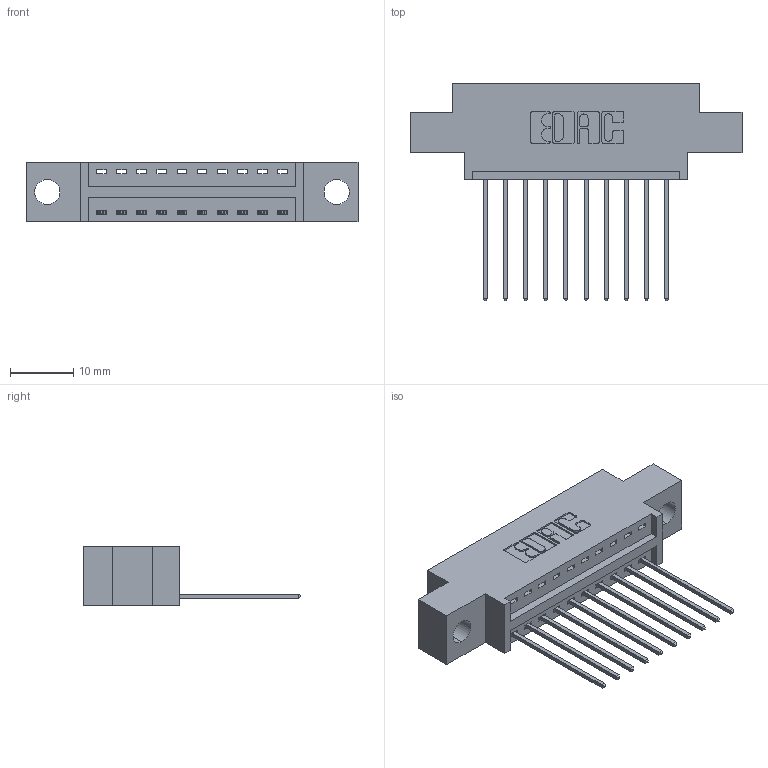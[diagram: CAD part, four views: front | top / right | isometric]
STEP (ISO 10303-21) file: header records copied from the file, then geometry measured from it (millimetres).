
FILE_DESCRIPTION (( 'STEP AP203' ), '1' );
FILE_NAME ('346-010-541-604.STEP', '2022-05-05T00:09:48', ( '' ), ( '' ), 'SwSTEP 2.0', 'SolidWorks 2020', '' );
FILE_SCHEMA (( 'CONFIG_CONTROL_DESIGN' ));
Length unit declared in the file: inch
Products named in the file (3): 346 Part_0.170 Offset - 0.156 Dia-TH; 346-010-541-604; 345-292-001_345-293-141
Assembly tree (11 placements, depth 2):
  346-010-541-604
    346 Part_0.170 Offset - 0.156 Dia-TH
    345-292-001_345-293-141  x10
Bounding box: 52.32 x 34.29 x 9.4 mm (x, y, z)
Volume: 4560.5 mm3; surface area: 5549.5 mm2
Topology: 11 solids, 11 shells, 720 faces, 2137 edges, 1410 vertices
Faces by surface type: plane 494, cylinder 226
Entity records: 11083 total; most frequent: CARTESIAN_POINT 1920, ORIENTED_EDGE 1862, DIRECTION 1731, EDGE_CURVE 931, VECTOR 759, LINE 759, VERTEX_POINT 618, AXIS2_PLACEMENT_3D 486
